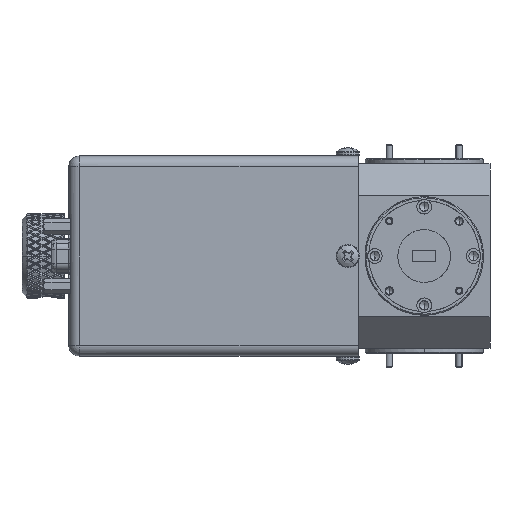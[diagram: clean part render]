
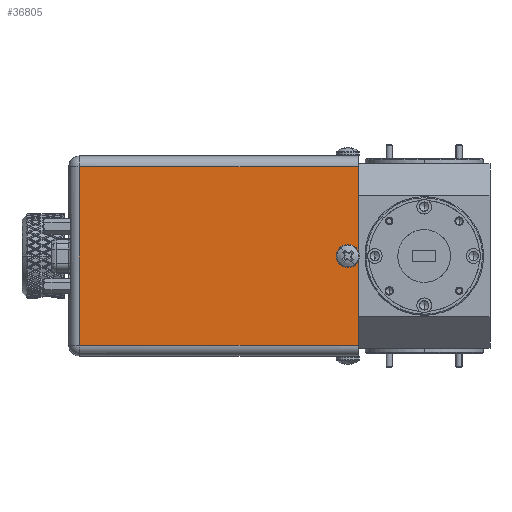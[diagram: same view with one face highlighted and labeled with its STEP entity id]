
A CAD part, left-side view. The second image highlights one B-rep face of the part: STEP entity #36805.
In plain terms, the highlighted planar face has unit normal (-1, 0, 0).
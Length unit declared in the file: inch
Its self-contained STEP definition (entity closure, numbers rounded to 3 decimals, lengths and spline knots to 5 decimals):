
#704 = CARTESIAN_POINT ( 'NONE',  ( -0.95, 1.30055, -0.08218 ) ) ;
#2406 = CARTESIAN_POINT ( 'NONE',  ( -0.95, 1.38523, -0.08921 ) ) ;
#5481 = CARTESIAN_POINT ( 'NONE',  ( -0.95, 1.28332, 0.06894 ) ) ;
#7793 = ORIENTED_EDGE ( 'NONE', *, *, #151728, .F. ) ;
#8794 = B_SPLINE_CURVE_WITH_KNOTS ( 'NONE', 3,
 ( #151602, #112507, #70022, #43964 ),
 .UNSPECIFIED., .F., .F.,
 ( 4, 4 ),
 ( 0., 1. ),
 .UNSPECIFIED. ) ;
#12850 = CARTESIAN_POINT ( 'NONE',  ( -0.95, 1.407, -0.07714 ) ) ;
#14550 = CARTESIAN_POINT ( 'NONE',  ( -0.95, 1.34841, -0.0959 ) ) ;
#15071 = CARTESIAN_POINT ( 'NONE',  ( -0.95, 1.31477, 0.08921 ) ) ;
#15392 = CARTESIAN_POINT ( 'NONE',  ( -0.95, 1.29081, -0.07443 ) ) ;
#17629 = CARTESIAN_POINT ( 'NONE',  ( -0.95, 1.26201, 0.03817 ) ) ;
#18692 = VERTEX_POINT ( 'NONE', #162766 ) ;
#21722 = AXIS2_PLACEMENT_3D ( 'NONE', #63329, #37270, #76331 ) ;
#25907 = CARTESIAN_POINT ( 'NONE',  ( -0.95, 3.9, -0.85 ) ) ;
#26719 = CARTESIAN_POINT ( 'NONE',  ( -0.95, 1.37314, -0.09308 ) ) ;
#27983 = VERTEX_POINT ( 'NONE', #138334 ) ;
#28427 = CARTESIAN_POINT ( 'NONE',  ( -0.95, 1.41894, 0.06668 ) ) ;
#28960 = CARTESIAN_POINT ( 'NONE',  ( -0.95, 1.29081, -0.07443 ) ) ;
#31488 = CARTESIAN_POINT ( 'NONE',  ( -0.95, 1.25692, -0.02314 ) ) ;
#36805 = ADVANCED_FACE ( 'NONE', ( #62451, #142327 ), #101522, .F. ) ;
#37270 = DIRECTION ( 'NONE',  ( 1., 0., 0. ) ) ;
#38110 = VERTEX_POINT ( 'NONE', #128834 ) ;
#39737 = CARTESIAN_POINT ( 'NONE',  ( -0.95, 1.41668, -0.06894 ) ) ;
#40533 = B_SPLINE_CURVE_WITH_KNOTS ( 'NONE', 3,
 ( #25907, #171767, #170915, #132670 ),
 .UNSPECIFIED., .F., .F.,
 ( 4, 4 ),
 ( 0., 1. ),
 .UNSPECIFIED. ) ;
#43964 = CARTESIAN_POINT ( 'NONE',  ( -0.95, 1.25, -0.85 ) ) ;
#48973 = CARTESIAN_POINT ( 'NONE',  ( -0.95, 1.25, 0.85 ) ) ;
#52337 = VERTEX_POINT ( 'NONE', #74761 ) ;
#53091 = VERTEX_POINT ( 'NONE', #48973 ) ;
#53557 = B_SPLINE_CURVE_WITH_KNOTS ( 'NONE', 3,
 ( #28960, #133994, #148734, #56687, #31488, #111356, #68033, #17629, #124395, #5481, #58409, #15071, #112190, #61813, #166872, #140813, #114754, #59255 ),
 .UNSPECIFIED., .F., .F.,
 ( 4, 2, 2, 2, 2, 2, 2, 2, 4 ),
 ( 0., 0.125, 0.25, 0.375, 0.5, 0.625, 0.75, 0.875, 1. ),
 .UNSPECIFIED. ) ;
#55332 = CARTESIAN_POINT ( 'NONE',  ( -0.95, 1.43799, -0.03817 ) ) ;
#55462 = CARTESIAN_POINT ( 'NONE',  ( -0.95, 3.9, -0.85 ) ) ;
#56687 = CARTESIAN_POINT ( 'NONE',  ( -0.95, 1.26079, -0.03523 ) ) ;
#58409 = CARTESIAN_POINT ( 'NONE',  ( -0.95, 1.293, 0.07714 ) ) ;
#59255 = CARTESIAN_POINT ( 'NONE',  ( -0.95, 1.40919, 0.07443 ) ) ;
#59556 = ORIENTED_EDGE ( 'NONE', *, *, #74056, .F. ) ;
#61813 = CARTESIAN_POINT ( 'NONE',  ( -0.95, 1.35159, 0.0959 ) ) ;
#62451 = FACE_OUTER_BOUND ( 'NONE', #134315, .T. ) ;
#63329 = CARTESIAN_POINT ( 'NONE',  ( -0.95, 4., -0.95 ) ) ;
#63633 = CARTESIAN_POINT ( 'NONE',  ( -0.95, 1.25, 0.85 ) ) ;
#64494 = CARTESIAN_POINT ( 'NONE',  ( -0.95, 3.01667, 0.85 ) ) ;
#68020 = EDGE_CURVE ( 'NONE', #18692, #53091, #142186, .T. ) ;
#68033 = CARTESIAN_POINT ( 'NONE',  ( -0.95, 1.25515, 0.01424 ) ) ;
#68355 = CARTESIAN_POINT ( 'NONE',  ( -0.95, 1.42714, 0.057 ) ) ;
#68490 = CARTESIAN_POINT ( 'NONE',  ( -0.95, 3.01667, -0.85 ) ) ;
#70022 = CARTESIAN_POINT ( 'NONE',  ( -0.95, 1.25, -0.28333 ) ) ;
#74056 = EDGE_CURVE ( 'NONE', #38110, #78082, #80803, .T. ) ;
#74761 = CARTESIAN_POINT ( 'NONE',  ( -0.95, 3.9, -0.85 ) ) ;
#76331 = DIRECTION ( 'NONE',  ( 0., -1., 0. ) ) ;
#78082 = VERTEX_POINT ( 'NONE', #98040 ) ;
#80803 = B_SPLINE_CURVE_WITH_KNOTS ( 'NONE', 3,
 ( #105713, #28427, #68355, #145654, #121317, #106567, #132622, #55332, #107422, #39737, #12850, #2406, #26719, #14550, #118760, #91838, #704, #15392 ),
 .UNSPECIFIED., .F., .F.,
 ( 4, 2, 2, 2, 2, 2, 2, 2, 4 ),
 ( 0., 0.125, 0.25, 0.375, 0.5, 0.625, 0.75, 0.875, 1. ),
 .UNSPECIFIED. ) ;
#81508 = CARTESIAN_POINT ( 'NONE',  ( -0.95, 1.25, -0.85 ) ) ;
#91587 = B_SPLINE_CURVE_WITH_KNOTS ( 'NONE', 3,
 ( #81508, #93671, #68490, #55462 ),
 .UNSPECIFIED., .F., .F.,
 ( 4, 4 ),
 ( 0., 1. ),
 .UNSPECIFIED. ) ;
#91838 = CARTESIAN_POINT ( 'NONE',  ( -0.95, 1.31183, -0.08799 ) ) ;
#93671 = CARTESIAN_POINT ( 'NONE',  ( -0.95, 2.13333, -0.85 ) ) ;
#98040 = CARTESIAN_POINT ( 'NONE',  ( -0.95, 1.29081, -0.07443 ) ) ;
#101522 = PLANE ( 'NONE',  #21722 ) ;
#105713 = CARTESIAN_POINT ( 'NONE',  ( -0.95, 1.40919, 0.07443 ) ) ;
#106567 = CARTESIAN_POINT ( 'NONE',  ( -0.95, 1.4459, -0.00159 ) ) ;
#107422 = CARTESIAN_POINT ( 'NONE',  ( -0.95, 1.43218, -0.04945 ) ) ;
#107620 = EDGE_CURVE ( 'NONE', #52337, #18692, #40533, .T. ) ;
#108546 = ORIENTED_EDGE ( 'NONE', *, *, #107620, .F. ) ;
#111356 = CARTESIAN_POINT ( 'NONE',  ( -0.95, 1.2541, 0.00159 ) ) ;
#112190 = CARTESIAN_POINT ( 'NONE',  ( -0.95, 1.32686, 0.09308 ) ) ;
#112507 = CARTESIAN_POINT ( 'NONE',  ( -0.95, 1.25, 0.28333 ) ) ;
#114754 = CARTESIAN_POINT ( 'NONE',  ( -0.95, 1.39945, 0.08218 ) ) ;
#117436 = CARTESIAN_POINT ( 'NONE',  ( -0.95, 2.13333, 0.85 ) ) ;
#118760 = CARTESIAN_POINT ( 'NONE',  ( -0.95, 1.33576, -0.09485 ) ) ;
#121317 = CARTESIAN_POINT ( 'NONE',  ( -0.95, 1.44308, 0.02314 ) ) ;
#124395 = CARTESIAN_POINT ( 'NONE',  ( -0.95, 1.26782, 0.04945 ) ) ;
#125999 = EDGE_CURVE ( 'NONE', #27983, #52337, #91587, .T. ) ;
#128834 = CARTESIAN_POINT ( 'NONE',  ( -0.95, 1.40919, 0.07443 ) ) ;
#130479 = CARTESIAN_POINT ( 'NONE',  ( -0.95, 3.9, 0.85 ) ) ;
#132622 = CARTESIAN_POINT ( 'NONE',  ( -0.95, 1.44485, -0.01424 ) ) ;
#132670 = CARTESIAN_POINT ( 'NONE',  ( -0.95, 3.9, 0.85 ) ) ;
#133994 = CARTESIAN_POINT ( 'NONE',  ( -0.95, 1.28106, -0.06668 ) ) ;
#134315 = EDGE_LOOP ( 'NONE', ( #154544, #108546, #154154, #165847 ) ) ;
#137659 = EDGE_CURVE ( 'NONE', #53091, #27983, #8794, .T. ) ;
#138334 = CARTESIAN_POINT ( 'NONE',  ( -0.95, 1.25, -0.85 ) ) ;
#140813 = CARTESIAN_POINT ( 'NONE',  ( -0.95, 1.38817, 0.08799 ) ) ;
#142186 = B_SPLINE_CURVE_WITH_KNOTS ( 'NONE', 3,
 ( #130479, #64494, #117436, #63633 ),
 .UNSPECIFIED., .F., .F.,
 ( 4, 4 ),
 ( 0., 1. ),
 .UNSPECIFIED. ) ;
#142327 = FACE_BOUND ( 'NONE', #148383, .T. ) ;
#145654 = CARTESIAN_POINT ( 'NONE',  ( -0.95, 1.43921, 0.03523 ) ) ;
#148383 = EDGE_LOOP ( 'NONE', ( #7793, #59556 ) ) ;
#148734 = CARTESIAN_POINT ( 'NONE',  ( -0.95, 1.27286, -0.057 ) ) ;
#151602 = CARTESIAN_POINT ( 'NONE',  ( -0.95, 1.25, 0.85 ) ) ;
#151728 = EDGE_CURVE ( 'NONE', #78082, #38110, #53557, .T. ) ;
#154154 = ORIENTED_EDGE ( 'NONE', *, *, #125999, .F. ) ;
#154544 = ORIENTED_EDGE ( 'NONE', *, *, #68020, .F. ) ;
#162766 = CARTESIAN_POINT ( 'NONE',  ( -0.95, 3.9, 0.85 ) ) ;
#165847 = ORIENTED_EDGE ( 'NONE', *, *, #137659, .F. ) ;
#166872 = CARTESIAN_POINT ( 'NONE',  ( -0.95, 1.36424, 0.09485 ) ) ;
#170915 = CARTESIAN_POINT ( 'NONE',  ( -0.95, 3.9, 0.28333 ) ) ;
#171767 = CARTESIAN_POINT ( 'NONE',  ( -0.95, 3.9, -0.28333 ) ) ;
